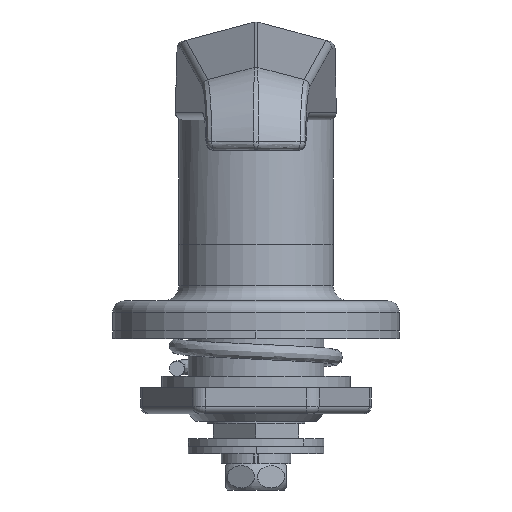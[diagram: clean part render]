
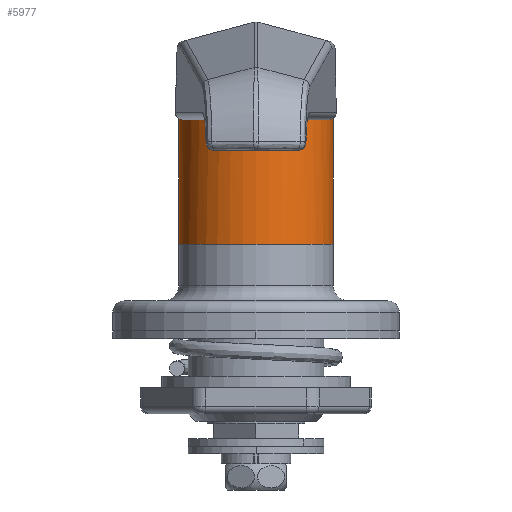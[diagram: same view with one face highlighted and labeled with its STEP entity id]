
A CAD part, front view. The second image highlights one B-rep face of the part: STEP entity #5977.
In plain terms, the highlighted cylindrical face has radius 10.25 mm (diameter 20.5 mm), a partial arc.
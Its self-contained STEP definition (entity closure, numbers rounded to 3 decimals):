
#60 = CARTESIAN_POINT ( 'NONE',  ( 9.399, -4.089, 0. ) ) ;
#61 = CARTESIAN_POINT ( 'NONE',  ( 9.623, -3.573, 0. ) ) ;
#62 = CARTESIAN_POINT ( 'NONE',  ( 9.805, -3.042, 0.049 ) ) ;
#63 = CARTESIAN_POINT ( 'NONE',  ( 10.079, -1.947, 0.138 ) ) ;
#64 = CARTESIAN_POINT ( 'NONE',  ( 10.171, -1.392, 0.176 ) ) ;
#65 = CARTESIAN_POINT ( 'NONE',  ( 10.216, -0.829, 0.179 ) ) ;
#1726 = EDGE_CURVE ( 'NONE', #4272, #4271, #7631, .T. ) ;
#1964 = B_SPLINE_CURVE_WITH_KNOTS ( 'NONE', 3,
 ( #3486, #3487, #3488, #3489, #3490, #3491, #3492, #3493 ),
 .UNSPECIFIED., .F., .F.,
 ( 4, 2, 2, 4 ),
 ( 0.002, 0.004, 0.005, 0.005 ),
 .UNSPECIFIED. ) ;
#1965 = B_SPLINE_CURVE_WITH_KNOTS ( 'NONE', 3,
 ( #3500, #3504, #3505, #3506 ),
 .UNSPECIFIED., .F., .F.,
 ( 4, 4 ),
 ( 0.004, 0.004 ),
 .UNSPECIFIED. ) ;
#1969 = B_SPLINE_CURVE_WITH_KNOTS ( 'NONE', 3,
 ( #3541, #3542, #3543, #3544 ),
 .UNSPECIFIED., .F., .F.,
 ( 4, 4 ),
 ( 0., 0.001 ),
 .UNSPECIFIED. ) ;
#1973 = B_SPLINE_CURVE_WITH_KNOTS ( 'NONE', 3,
 ( #60, #61, #62, #63, #64, #65 ),
 .UNSPECIFIED., .F., .F.,
 ( 4, 2, 4 ),
 ( 0.011, 0.013, 0.014 ),
 .UNSPECIFIED. ) ;
#2211 = EDGE_LOOP ( 'NONE', ( #4729, #4730, #4728, #4732, #4731, #4733, #4734, #4735 ) ) ;
#3322 = LINE ( 'NONE', #3323, #10353 ) ;
#3323 = CARTESIAN_POINT ( 'NONE',  ( -10.25, 0., 2. ) ) ;
#3324 = DIRECTION ( 'NONE',  ( 0., 0., 1. ) ) ;
#3343 = LINE ( 'NONE', #3344, #10359 ) ;
#3344 = CARTESIAN_POINT ( 'NONE',  ( 10.25, 0., 2. ) ) ;
#3345 = DIRECTION ( 'NONE',  ( 0., 0., 1. ) ) ;
#3373 = CARTESIAN_POINT ( 'NONE',  ( 0., 0., 0. ) ) ;
#3383 = DIRECTION ( 'NONE',  ( 0., 0., 1. ) ) ;
#3384 = DIRECTION ( 'NONE',  ( -1., 0., 0. ) ) ;
#3486 = CARTESIAN_POINT ( 'NONE',  ( -10.216, -0.829, 0.179 ) ) ;
#3487 = CARTESIAN_POINT ( 'NONE',  ( -10.171, -1.395, 0.176 ) ) ;
#3488 = CARTESIAN_POINT ( 'NONE',  ( -10.079, -1.948, 0.138 ) ) ;
#3489 = CARTESIAN_POINT ( 'NONE',  ( -9.875, -2.763, 0.071 ) ) ;
#3490 = CARTESIAN_POINT ( 'NONE',  ( -9.796, -3.031, 0.048 ) ) ;
#3491 = CARTESIAN_POINT ( 'NONE',  ( -9.615, -3.564, 0.013 ) ) ;
#3492 = CARTESIAN_POINT ( 'NONE',  ( -9.512, -3.829, 0. ) ) ;
#3493 = CARTESIAN_POINT ( 'NONE',  ( -9.399, -4.089, 0. ) ) ;
#3500 = CARTESIAN_POINT ( 'NONE',  ( -10.25, 0., 0.167 ) ) ;
#3504 = CARTESIAN_POINT ( 'NONE',  ( -10.25, -0.276, 0.176 ) ) ;
#3505 = CARTESIAN_POINT ( 'NONE',  ( -10.239, -0.552, 0.18 ) ) ;
#3506 = CARTESIAN_POINT ( 'NONE',  ( -10.216, -0.829, 0.179 ) ) ;
#3541 = CARTESIAN_POINT ( 'NONE',  ( 10.216, -0.829, 0.179 ) ) ;
#3542 = CARTESIAN_POINT ( 'NONE',  ( 10.239, -0.552, 0.18 ) ) ;
#3543 = CARTESIAN_POINT ( 'NONE',  ( 10.25, -0.276, 0.176 ) ) ;
#3544 = CARTESIAN_POINT ( 'NONE',  ( 10.25, 0., 0.167 ) ) ;
#4271 = VERTEX_POINT ( 'NONE', #6413 ) ;
#4272 = VERTEX_POINT ( 'NONE', #6414 ) ;
#4273 = VERTEX_POINT ( 'NONE', #6415 ) ;
#4276 = VERTEX_POINT ( 'NONE', #6418 ) ;
#4289 = VERTEX_POINT ( 'NONE', #6431 ) ;
#4290 = VERTEX_POINT ( 'NONE', #6432 ) ;
#4300 = VERTEX_POINT ( 'NONE', #6442 ) ;
#4305 = VERTEX_POINT ( 'NONE', #6447 ) ;
#4728 = ORIENTED_EDGE ( 'NONE', *, *, #7982, .T. ) ;
#4729 = ORIENTED_EDGE ( 'NONE', *, *, #7977, .F. ) ;
#4730 = ORIENTED_EDGE ( 'NONE', *, *, #1726, .T. ) ;
#4731 = ORIENTED_EDGE ( 'NONE', *, *, #8021, .F. ) ;
#4732 = ORIENTED_EDGE ( 'NONE', *, *, #8016, .F. ) ;
#4733 = ORIENTED_EDGE ( 'NONE', *, *, #7995, .F. ) ;
#4734 = ORIENTED_EDGE ( 'NONE', *, *, #8008, .F. ) ;
#4735 = ORIENTED_EDGE ( 'NONE', *, *, #8012, .F. ) ;
#5304 = CARTESIAN_POINT ( 'NONE',  ( 0., 0., -16.5 ) ) ;
#5305 = DIRECTION ( 'NONE',  ( 0., 0., 1. ) ) ;
#5306 = DIRECTION ( 'NONE',  ( 1., 0., 0. ) ) ;
#5977 = ADVANCED_FACE ( 'NONE', ( #8035 ), #8040, .T. ) ;
#6413 = CARTESIAN_POINT ( 'NONE',  ( 10.25, 0., -16.5 ) ) ;
#6414 = CARTESIAN_POINT ( 'NONE',  ( -10.25, 0., -16.5 ) ) ;
#6415 = CARTESIAN_POINT ( 'NONE',  ( -10.25, 0., 0.167 ) ) ;
#6418 = CARTESIAN_POINT ( 'NONE',  ( 10.25, 0., 0.167 ) ) ;
#6431 = CARTESIAN_POINT ( 'NONE',  ( -9.399, -4.089, 0. ) ) ;
#6432 = CARTESIAN_POINT ( 'NONE',  ( 9.399, -4.089, 0. ) ) ;
#6442 = CARTESIAN_POINT ( 'NONE',  ( -10.216, -0.829, 0.179 ) ) ;
#6447 = CARTESIAN_POINT ( 'NONE',  ( 10.216, -0.829, 0.179 ) ) ;
#7288 = AXIS2_PLACEMENT_3D ( 'NONE', #5304, #5305, #5306 ) ;
#7631 = CIRCLE ( 'NONE', #7288, 10.25 ) ;
#7977 = EDGE_CURVE ( 'NONE', #4272, #4273, #3322, .T. ) ;
#7982 = EDGE_CURVE ( 'NONE', #4271, #4276, #3343, .T. ) ;
#7995 = EDGE_CURVE ( 'NONE', #4289, #4290, #8483, .T. ) ;
#8008 = EDGE_CURVE ( 'NONE', #4300, #4289, #1964, .T. ) ;
#8012 = EDGE_CURVE ( 'NONE', #4273, #4300, #1965, .T. ) ;
#8016 = EDGE_CURVE ( 'NONE', #4305, #4276, #1969, .T. ) ;
#8021 = EDGE_CURVE ( 'NONE', #4290, #4305, #1973, .T. ) ;
#8035 = FACE_OUTER_BOUND ( 'NONE', #2211, .T. ) ;
#8039 = AXIS2_PLACEMENT_3D ( 'NONE', #8683, #8684, #8685 ) ;
#8040 = CYLINDRICAL_SURFACE ( 'NONE', #8039, 10.25 ) ;
#8483 = CIRCLE ( 'NONE', #10346, 10.25 ) ;
#8683 = CARTESIAN_POINT ( 'NONE',  ( 0., 0., 2. ) ) ;
#8684 = DIRECTION ( 'NONE',  ( 0., 0., 1. ) ) ;
#8685 = DIRECTION ( 'NONE',  ( 1., 0., 0. ) ) ;
#10346 = AXIS2_PLACEMENT_3D ( 'NONE', #3373, #3383, #3384 ) ;
#10353 = VECTOR ( 'NONE', #3324, 1000. ) ;
#10359 = VECTOR ( 'NONE', #3345, 1000. ) ;
